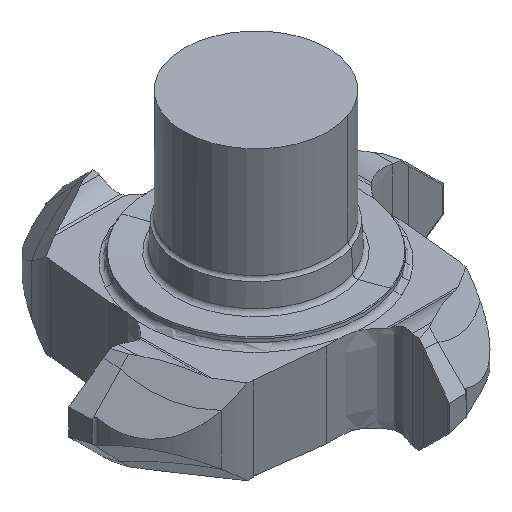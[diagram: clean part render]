
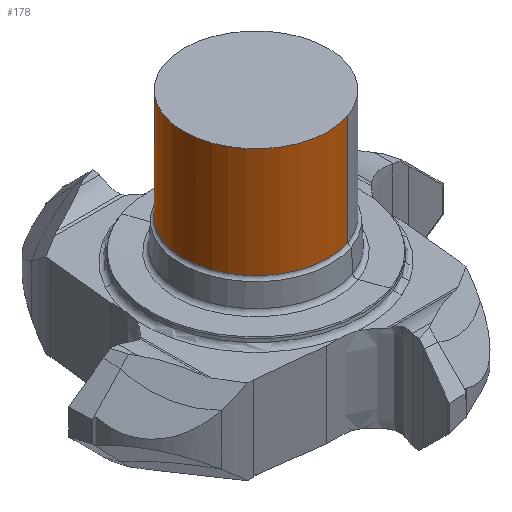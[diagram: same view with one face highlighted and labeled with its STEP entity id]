
A CAD part, isometric view. The second image highlights one B-rep face of the part: STEP entity #178.
In plain terms, the highlighted cylindrical face has radius 4.11 mm (diameter 8.22 mm), a partial arc.
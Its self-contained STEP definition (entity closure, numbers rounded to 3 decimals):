
#142=AXIS2_PLACEMENT_3D('Circle Axis2P3D',#140,#141,$) ;
#153=AXIS2_PLACEMENT_3D('Cylinder Axis2P3D',#150,#151,#152) ;
#104=CARTESIAN_POINT('Vertex',(-1.362,3.878,8.028)) ;
#106=CARTESIAN_POINT('Vertex',(1.362,-3.878,8.028)) ;
#109=CARTESIAN_POINT('Line Origine',(1.362,-3.878,4.048)) ;
#113=CARTESIAN_POINT('Vertex',(1.362,-3.878,1.772)) ;
#120=CARTESIAN_POINT('Vertex',(-1.362,3.878,1.772)) ;
#123=CARTESIAN_POINT('Line Origine',(-1.362,3.878,4.048)) ;
#140=CARTESIAN_POINT('Axis2P3D Location',(0.,0.,8.028)) ;
#150=CARTESIAN_POINT('Axis2P3D Location',(0.,0.,4.048)) ;
#156=CARTESIAN_POINT('Control Point',(1.362,-3.878,1.772)) ;
#157=CARTESIAN_POINT('Control Point',(0.753,-4.092,1.772)) ;
#158=CARTESIAN_POINT('Control Point',(0.102,-4.186,1.772)) ;
#159=CARTESIAN_POINT('Control Point',(-0.56,-4.15,1.772)) ;
#160=CARTESIAN_POINT('Control Point',(-1.834,-3.819,1.772)) ;
#161=CARTESIAN_POINT('Control Point',(-2.888,-3.032,1.772)) ;
#162=CARTESIAN_POINT('Control Point',(-3.33,-2.538,1.772)) ;
#163=CARTESIAN_POINT('Control Point',(-3.997,-1.404,1.772)) ;
#164=CARTESIAN_POINT('Control Point',(-4.186,-0.102,1.772)) ;
#165=CARTESIAN_POINT('Control Point',(-4.15,0.56,1.772)) ;
#166=CARTESIAN_POINT('Control Point',(-3.819,1.834,1.772)) ;
#167=CARTESIAN_POINT('Control Point',(-3.032,2.888,1.772)) ;
#168=CARTESIAN_POINT('Control Point',(-2.538,3.33,1.772)) ;
#169=CARTESIAN_POINT('Control Point',(-1.971,3.664,1.772)) ;
#170=CARTESIAN_POINT('Control Point',(-1.362,3.878,1.772)) ;
#110=DIRECTION('Vector Direction',(0.,0.,-1.)) ;
#124=DIRECTION('Vector Direction',(0.,0.,-1.)) ;
#141=DIRECTION('Axis2P3D Direction',(0.,0.,-1.)) ;
#151=DIRECTION('Axis2P3D Direction',(0.,0.,-1.)) ;
#152=DIRECTION('Axis2P3D XDirection',(0.331,-0.943,0.)) ;
#111=VECTOR('Line Direction',#110,1.) ;
#125=VECTOR('Line Direction',#124,1.) ;
#173=ORIENTED_EDGE('',*,*,#171,.F.) ;
#174=ORIENTED_EDGE('',*,*,#115,.F.) ;
#175=ORIENTED_EDGE('',*,*,#144,.T.) ;
#176=ORIENTED_EDGE('',*,*,#127,.T.) ;
#178=ADVANCED_FACE('NOCUT',(#177),#154,.T.) ;
#155=B_SPLINE_CURVE_WITH_KNOTS('',5,(#156,#157,#158,#159,#160,#161,#162,#163,#164,#165,#166,#167,#168,#169,#170),.UNSPECIFIED.,.F.,.U.,(6,3,3,3,6),(-6.456,-3.228,0.,3.228,6.456),.UNSPECIFIED.) ;
#143=CIRCLE('generated circle',#142,4.11) ;
#154=CYLINDRICAL_SURFACE('generated cylinder',#153,4.11) ;
#115=EDGE_CURVE('',#107,#114,#112,.T.) ;
#127=EDGE_CURVE('',#105,#121,#126,.T.) ;
#144=EDGE_CURVE('',#107,#105,#143,.T.) ;
#171=EDGE_CURVE('',#114,#121,#155,.T.) ;
#172=EDGE_LOOP('',(#173,#174,#175,#176)) ;
#177=FACE_OUTER_BOUND('',#172,.T.) ;
#112=LINE('Line',#109,#111) ;
#126=LINE('Line',#123,#125) ;
#105=VERTEX_POINT('',#104) ;
#107=VERTEX_POINT('',#106) ;
#114=VERTEX_POINT('',#113) ;
#121=VERTEX_POINT('',#120) ;
